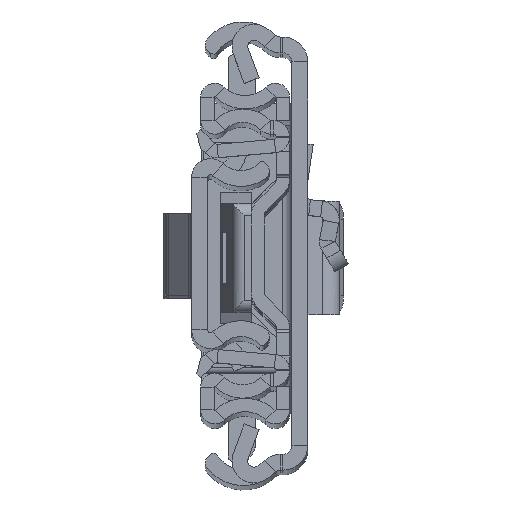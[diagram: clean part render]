
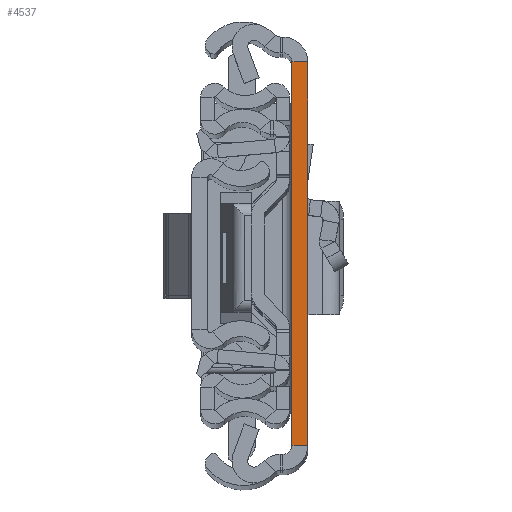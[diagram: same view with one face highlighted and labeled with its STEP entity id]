
A CAD part, top view. The second image highlights one B-rep face of the part: STEP entity #4537.
In plain terms, the highlighted planar face has unit normal (0, 0, 1).
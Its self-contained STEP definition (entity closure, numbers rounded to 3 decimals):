
#567 = EDGE_LOOP ( 'NONE', ( #13575, #7024, #10042, #1506 ) ) ;
#1471 = DIRECTION ( 'NONE',  ( 0., 1., 0. ) ) ;
#1506 = ORIENTED_EDGE ( 'NONE', *, *, #3837, .T. ) ;
#1936 = VERTEX_POINT ( 'NONE', #3753 ) ;
#2212 = CARTESIAN_POINT ( 'NONE',  ( 0., -31.5, 0. ) ) ;
#2476 = CARTESIAN_POINT ( 'NONE',  ( 0., -31.5, 0. ) ) ;
#2559 = DIRECTION ( 'NONE',  ( 1., 0., 0. ) ) ;
#2571 = CARTESIAN_POINT ( 'NONE',  ( 2.6, 31.5, 0. ) ) ;
#2743 = DIRECTION ( 'NONE',  ( 0., 1., 0. ) ) ;
#3019 = FACE_OUTER_BOUND ( 'NONE', #567, .T. ) ;
#3262 = VECTOR ( 'NONE', #1471, 1000. ) ;
#3267 = CARTESIAN_POINT ( 'NONE',  ( 2.6, 31.5, 0. ) ) ;
#3526 = VERTEX_POINT ( 'NONE', #7099 ) ;
#3753 = CARTESIAN_POINT ( 'NONE',  ( 0., 31.5, 0. ) ) ;
#3837 = EDGE_CURVE ( 'NONE', #3526, #8228, #11391, .T. ) ;
#4500 = CARTESIAN_POINT ( 'NONE',  ( 2.6, -31.5, 0. ) ) ;
#4537 = ADVANCED_FACE ( 'NONE', ( #3019 ), #15672, .F. ) ;
#5522 = DIRECTION ( 'NONE',  ( 0., 0., -1. ) ) ;
#7024 = ORIENTED_EDGE ( 'NONE', *, *, #8187, .F. ) ;
#7099 = CARTESIAN_POINT ( 'NONE',  ( 2.6, -31.5, 0. ) ) ;
#8170 = DIRECTION ( 'NONE',  ( 0., 1., 0. ) ) ;
#8187 = EDGE_CURVE ( 'NONE', #14349, #1936, #15496, .T. ) ;
#8228 = VERTEX_POINT ( 'NONE', #2571 ) ;
#8777 = EDGE_CURVE ( 'NONE', #1936, #8228, #16105, .T. ) ;
#9987 = CARTESIAN_POINT ( 'NONE',  ( 2.6, -31.5, 0. ) ) ;
#10042 = ORIENTED_EDGE ( 'NONE', *, *, #14867, .T. ) ;
#11391 = LINE ( 'NONE', #9987, #3262 ) ;
#11573 = VECTOR ( 'NONE', #14698, 1000. ) ;
#13575 = ORIENTED_EDGE ( 'NONE', *, *, #8777, .F. ) ;
#14349 = VERTEX_POINT ( 'NONE', #2212 ) ;
#14698 = DIRECTION ( 'NONE',  ( 1., 0., 0. ) ) ;
#14867 = EDGE_CURVE ( 'NONE', #14349, #3526, #15195, .T. ) ;
#15195 = LINE ( 'NONE', #15487, #15688 ) ;
#15487 = CARTESIAN_POINT ( 'NONE',  ( 2.6, -31.5, 0. ) ) ;
#15496 = LINE ( 'NONE', #2476, #17289 ) ;
#15672 = PLANE ( 'NONE',  #16773 ) ;
#15688 = VECTOR ( 'NONE', #2559, 1000. ) ;
#16105 = LINE ( 'NONE', #3267, #11573 ) ;
#16773 = AXIS2_PLACEMENT_3D ( 'NONE', #4500, #5522, #2743 ) ;
#17289 = VECTOR ( 'NONE', #8170, 1000. ) ;
